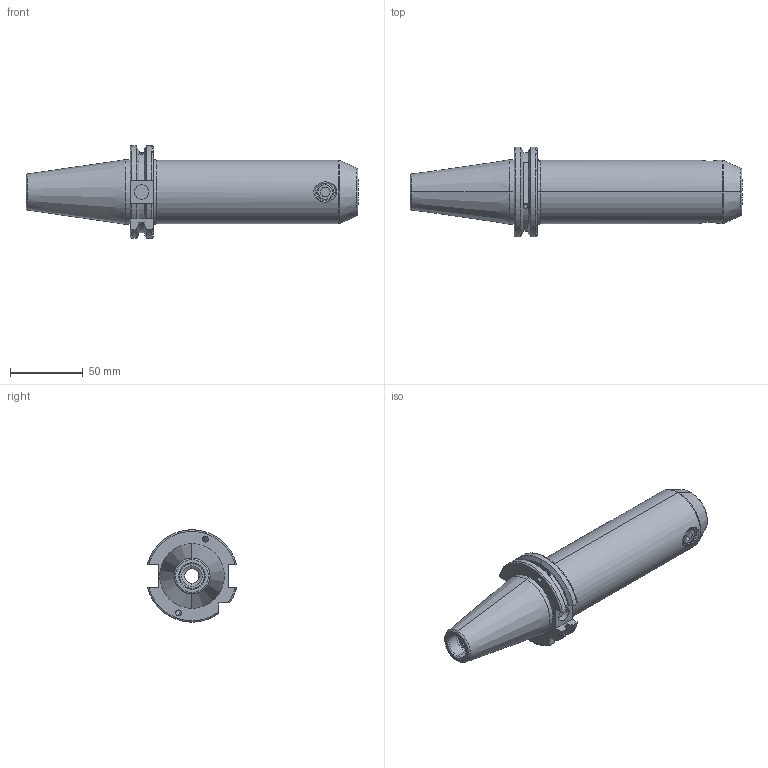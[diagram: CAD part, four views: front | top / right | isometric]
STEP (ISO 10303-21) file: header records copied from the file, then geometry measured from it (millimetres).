
FILE_DESCRIPTION (( 'STEP AP203' ), '1' );
FILE_NAME ('91406-WE714160.STEP', '2015-11-02T09:13:06', ( '' ), ( '' ), 'SwSTEP 2.0', 'SolidWorks 2009', '' );
FILE_SCHEMA (( 'CONFIG_CONTROL_DESIGN' ));
Length unit declared in the file: millimetre
Products named in the file (4): 91406-WE714160; SK40 EM 14 160 FTC WW; M12X16._ISO 4026 - M12 x 12-N; M4X4_DIN 913 - M4 x 4-N
Assembly tree (4 placements, depth 2):
  91406-WE714160
    M12X16._ISO 4026 - M12 x 12-N
    SK40 EM 14 160 FTC WW
    M4X4_DIN 913 - M4 x 4-N  x2
Bounding box: 228.4 x 61.48 x 63.55 mm (x, y, z)
Volume: 295458.1 mm3; surface area: 46066.4 mm2
Topology: 4 solids, 4 shells, 160 faces, 382 edges, 242 vertices
Faces by surface type: plane 58, cylinder 44, cone 32, torus 19, bspline 5, sphere 2
Entity records: 5353 total; most frequent: CARTESIAN_POINT 1492, DIRECTION 738, ORIENTED_EDGE 700, EDGE_CURVE 350, AXIS2_PLACEMENT_3D 292, VERTEX_POINT 222, EDGE_LOOP 168, VECTOR 154
